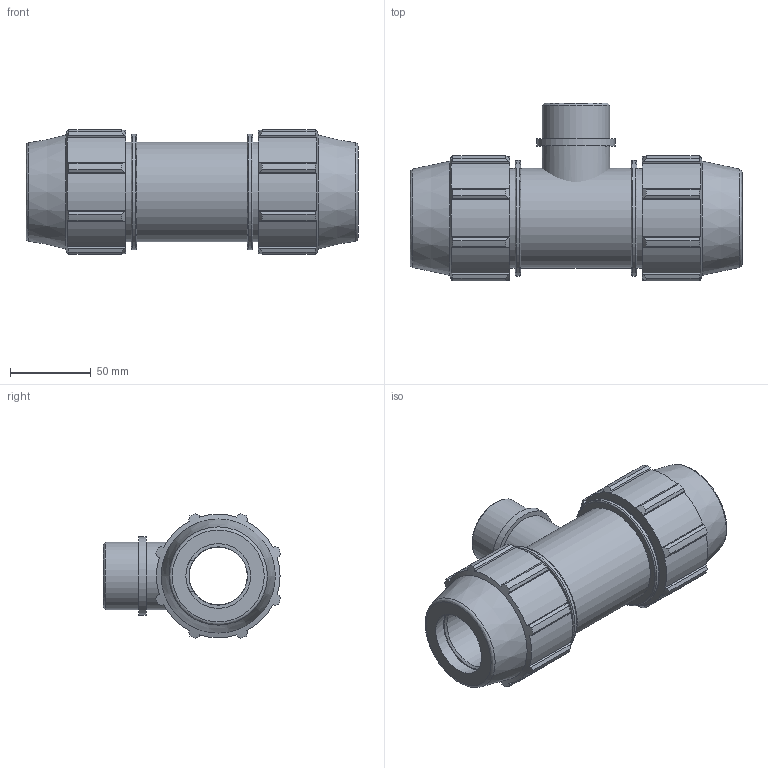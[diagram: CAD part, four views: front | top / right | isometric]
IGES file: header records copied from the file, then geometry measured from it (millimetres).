
Global section: file name: 078400040013_188400040013_0784060400130A.ipt; native system: Autodesk Inventor 2015; preprocessor: unknown; author: Кирилл,,11,0; organization: 20170224.180708; date: 20170606.172418; units: millimetre
Bounding box: 205 x 109.58 x 77.16 mm (x, y, z)
Volume: 544477.1 mm3; surface area: 99904 mm2
Topology: 2 solids, 2 shells, 162 faces, 455 edges, 308 vertices
Faces by surface type: plane 83, cylinder 40, cone 21, revolution 18
Full cylindrical faces by diameter (mm): 41.91 x2, 48.197 x1, 61.5 x3, 71.34 x2
